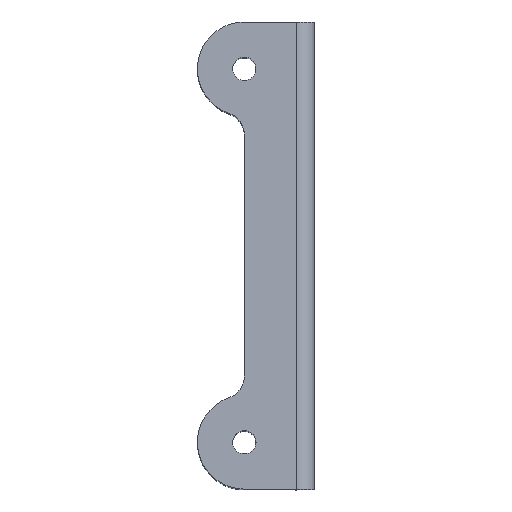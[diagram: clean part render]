
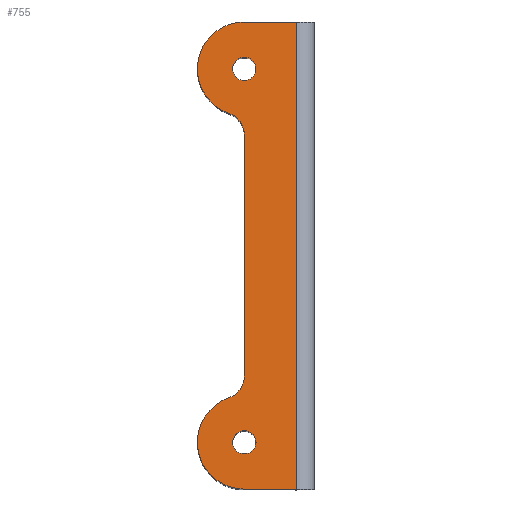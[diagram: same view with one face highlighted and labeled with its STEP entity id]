
A CAD part, left-side view. The second image highlights one B-rep face of the part: STEP entity #755.
In plain terms, the highlighted planar face has unit normal (-0.999, 0, 0.05).
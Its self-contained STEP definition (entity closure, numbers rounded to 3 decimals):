
#14 = VERTEX_POINT ( 'NONE', #1444 ) ;
#17 = VERTEX_POINT ( 'NONE', #1449 ) ;
#27 = VERTEX_POINT ( 'NONE', #1441 ) ;
#29 = VERTEX_POINT ( 'NONE', #1425 ) ;
#32 = VERTEX_POINT ( 'NONE', #1420 ) ;
#233 = EDGE_LOOP ( 'NONE', ( #1921, #1922 ) ) ;
#235 = EDGE_LOOP ( 'NONE', ( #1925, #1926, #1927, #1928, #1929, #1930, #1931, #1932, #1933, #1934, #1935, #1936 ) ) ;
#236 = EDGE_LOOP ( 'NONE', ( #1923, #1924 ) ) ;
#365 = FACE_BOUND ( 'NONE', #233, .T. ) ;
#366 = FACE_OUTER_BOUND ( 'NONE', #235, .T. ) ;
#369 = FACE_BOUND ( 'NONE', #236, .T. ) ;
#403 = CIRCLE ( 'NONE', #966, 1. ) ;
#415 = CIRCLE ( 'NONE', #964, 1. ) ;
#527 = CIRCLE ( 'NONE', #924, 1. ) ;
#528 = CIRCLE ( 'NONE', #923, 1. ) ;
#532 = CIRCLE ( 'NONE', #922, 4.025 ) ;
#534 = LINE ( 'NONE', #2240, #538 ) ;
#536 = CIRCLE ( 'NONE', #921, 4.025 ) ;
#537 = LINE ( 'NONE', #2209, #540 ) ;
#538 = VECTOR ( 'NONE', #2271, 1000. ) ;
#539 = LINE ( 'NONE', #2318, #542 ) ;
#540 = VECTOR ( 'NONE', #2317, 1000. ) ;
#541 = CIRCLE ( 'NONE', #920, 4.025 ) ;
#542 = VECTOR ( 'NONE', #2370, 1000. ) ;
#543 = LINE ( 'NONE', #2371, #545 ) ;
#545 = VECTOR ( 'NONE', #2269, 1000. ) ;
#546 = CIRCLE ( 'NONE', #919, 2. ) ;
#547 = LINE ( 'NONE', #2365, #549 ) ;
#548 = CIRCLE ( 'NONE', #918, 2. ) ;
#549 = VECTOR ( 'NONE', #2364, 1000. ) ;
#550 = CIRCLE ( 'NONE', #917, 4.025 ) ;
#551 = LINE ( 'NONE', #2357, #553 ) ;
#553 = VECTOR ( 'NONE', #2356, 1000. ) ;
#755 = ADVANCED_FACE ( 'NONE', ( #365, #369, #366 ), #1624, .F. ) ;
#775 = VERTEX_POINT ( 'NONE', #1575 ) ;
#783 = VERTEX_POINT ( 'NONE', #1569 ) ;
#815 = AXIS2_PLACEMENT_3D ( 'NONE', #1625, #1632, #1623 ) ;
#858 = EDGE_CURVE ( 'NONE', #1710, #775, #403, .T. ) ;
#864 = EDGE_CURVE ( 'NONE', #2037, #2019, #415, .T. ) ;
#917 = AXIS2_PLACEMENT_3D ( 'NONE', #2350, #2348, #2347 ) ;
#918 = AXIS2_PLACEMENT_3D ( 'NONE', #2354, #2353, #2352 ) ;
#919 = AXIS2_PLACEMENT_3D ( 'NONE', #2360, #2359, #2358 ) ;
#920 = AXIS2_PLACEMENT_3D ( 'NONE', #2363, #2362, #2361 ) ;
#921 = AXIS2_PLACEMENT_3D ( 'NONE', #2368, #2367, #2366 ) ;
#922 = AXIS2_PLACEMENT_3D ( 'NONE', #2234, #2231, #2229 ) ;
#923 = AXIS2_PLACEMENT_3D ( 'NONE', #2323, #2320, #2319 ) ;
#924 = AXIS2_PLACEMENT_3D ( 'NONE', #2342, #2336, #2331 ) ;
#964 = AXIS2_PLACEMENT_3D ( 'NONE', #1529, #1528, #1527 ) ;
#966 = AXIS2_PLACEMENT_3D ( 'NONE', #1544, #1543, #1542 ) ;
#1420 = CARTESIAN_POINT ( 'NONE',  ( -15.777, 10., -35.458 ) ) ;
#1425 = CARTESIAN_POINT ( 'NONE',  ( -15.609, 7.336, -32.113 ) ) ;
#1441 = CARTESIAN_POINT ( 'NONE',  ( -14.485, 6., -9.621 ) ) ;
#1444 = CARTESIAN_POINT ( 'NONE',  ( -14.391, 7.336, -7.737 ) ) ;
#1445 = CARTESIAN_POINT ( 'NONE',  ( -14.151, 6., -2.946 ) ) ;
#1446 = CARTESIAN_POINT ( 'NONE',  ( -16., 1.5, -39.925 ) ) ;
#1449 = CARTESIAN_POINT ( 'NONE',  ( -15.515, 6., -30.229 ) ) ;
#1450 = CARTESIAN_POINT ( 'NONE',  ( -16., 6., -39.925 ) ) ;
#1465 = CARTESIAN_POINT ( 'NONE',  ( -14.251, 6., -4.944 ) ) ;
#1466 = CARTESIAN_POINT ( 'NONE',  ( -14., 1.5, 0.075 ) ) ;
#1475 = CARTESIAN_POINT ( 'NONE',  ( -15.821, 10., -36.352 ) ) ;
#1480 = CARTESIAN_POINT ( 'NONE',  ( -14.223, 10., -4.392 ) ) ;
#1484 = CARTESIAN_POINT ( 'NONE',  ( -14., 6., 0.075 ) ) ;
#1505 = CARTESIAN_POINT ( 'NONE',  ( -15.849, 6., -36.904 ) ) ;
#1527 = DIRECTION ( 'NONE',  ( 0.05, 0., 0.999 ) ) ;
#1528 = DIRECTION ( 'NONE',  ( 0.999, 0., -0.05 ) ) ;
#1529 = CARTESIAN_POINT ( 'NONE',  ( -14.201, 6., -3.945 ) ) ;
#1542 = DIRECTION ( 'NONE',  ( 0.05, 0., 0.999 ) ) ;
#1543 = DIRECTION ( 'NONE',  ( -0.999, 0., 0.05 ) ) ;
#1544 = CARTESIAN_POINT ( 'NONE',  ( -15.799, 6., -35.905 ) ) ;
#1569 = CARTESIAN_POINT ( 'NONE',  ( -14.179, 10., -3.498 ) ) ;
#1575 = CARTESIAN_POINT ( 'NONE',  ( -15.749, 6., -34.906 ) ) ;
#1623 = DIRECTION ( 'NONE',  ( -0.05, 0., -0.999 ) ) ;
#1624 = PLANE ( 'NONE',  #815 ) ;
#1625 = CARTESIAN_POINT ( 'NONE',  ( -15.064, 1.5, -21.211 ) ) ;
#1632 = DIRECTION ( 'NONE',  ( 0.999, 0., -0.05 ) ) ;
#1710 = VERTEX_POINT ( 'NONE', #1505 ) ;
#1921 = ORIENTED_EDGE ( 'NONE', *, *, #864, .T. ) ;
#1922 = ORIENTED_EDGE ( 'NONE', *, *, #2109, .T. ) ;
#1923 = ORIENTED_EDGE ( 'NONE', *, *, #2110, .F. ) ;
#1924 = ORIENTED_EDGE ( 'NONE', *, *, #858, .F. ) ;
#1925 = ORIENTED_EDGE ( 'NONE', *, *, #2115, .T. ) ;
#1926 = ORIENTED_EDGE ( 'NONE', *, *, #2116, .T. ) ;
#1927 = ORIENTED_EDGE ( 'NONE', *, *, #2117, .T. ) ;
#1928 = ORIENTED_EDGE ( 'NONE', *, *, #2118, .F. ) ;
#1929 = ORIENTED_EDGE ( 'NONE', *, *, #2119, .T. ) ;
#1930 = ORIENTED_EDGE ( 'NONE', *, *, #2120, .F. ) ;
#1931 = ORIENTED_EDGE ( 'NONE', *, *, #2121, .T. ) ;
#1932 = ORIENTED_EDGE ( 'NONE', *, *, #2122, .T. ) ;
#1933 = ORIENTED_EDGE ( 'NONE', *, *, #2123, .T. ) ;
#1934 = ORIENTED_EDGE ( 'NONE', *, *, #2124, .T. ) ;
#1935 = ORIENTED_EDGE ( 'NONE', *, *, #2125, .T. ) ;
#1936 = ORIENTED_EDGE ( 'NONE', *, *, #2126, .F. ) ;
#2000 = VERTEX_POINT ( 'NONE', #1484 ) ;
#2004 = VERTEX_POINT ( 'NONE', #1480 ) ;
#2009 = VERTEX_POINT ( 'NONE', #1475 ) ;
#2018 = VERTEX_POINT ( 'NONE', #1466 ) ;
#2019 = VERTEX_POINT ( 'NONE', #1465 ) ;
#2032 = VERTEX_POINT ( 'NONE', #1450 ) ;
#2035 = VERTEX_POINT ( 'NONE', #1446 ) ;
#2037 = VERTEX_POINT ( 'NONE', #1445 ) ;
#2109 = EDGE_CURVE ( 'NONE', #2019, #2037, #527, .T. ) ;
#2110 = EDGE_CURVE ( 'NONE', #775, #1710, #528, .T. ) ;
#2115 = EDGE_CURVE ( 'NONE', #2009, #2032, #532, .T. ) ;
#2116 = EDGE_CURVE ( 'NONE', #2032, #2035, #534, .T. ) ;
#2117 = EDGE_CURVE ( 'NONE', #2035, #2018, #537, .T. ) ;
#2118 = EDGE_CURVE ( 'NONE', #2000, #2018, #539, .T. ) ;
#2119 = EDGE_CURVE ( 'NONE', #2000, #783, #536, .T. ) ;
#2120 = EDGE_CURVE ( 'NONE', #2004, #783, #543, .T. ) ;
#2121 = EDGE_CURVE ( 'NONE', #2004, #14, #541, .T. ) ;
#2122 = EDGE_CURVE ( 'NONE', #14, #27, #546, .T. ) ;
#2123 = EDGE_CURVE ( 'NONE', #27, #17, #547, .T. ) ;
#2124 = EDGE_CURVE ( 'NONE', #17, #29, #548, .T. ) ;
#2125 = EDGE_CURVE ( 'NONE', #29, #32, #550, .T. ) ;
#2126 = EDGE_CURVE ( 'NONE', #2009, #32, #551, .T. ) ;
#2209 = CARTESIAN_POINT ( 'NONE',  ( -15.064, 1.5, -21.211 ) ) ;
#2229 = DIRECTION ( 'NONE',  ( 0.05, 0., 0.999 ) ) ;
#2231 = DIRECTION ( 'NONE',  ( -0.999, 0., 0.05 ) ) ;
#2234 = CARTESIAN_POINT ( 'NONE',  ( -15.799, 6., -35.905 ) ) ;
#2240 = CARTESIAN_POINT ( 'NONE',  ( -16., 1.5, -39.925 ) ) ;
#2269 = DIRECTION ( 'NONE',  ( 0.05, 0., 0.999 ) ) ;
#2271 = DIRECTION ( 'NONE',  ( 0., -1., 0. ) ) ;
#2317 = DIRECTION ( 'NONE',  ( 0.05, 0., 0.999 ) ) ;
#2318 = CARTESIAN_POINT ( 'NONE',  ( -14., 1.5, 0.075 ) ) ;
#2319 = DIRECTION ( 'NONE',  ( 0.05, 0., 0.999 ) ) ;
#2320 = DIRECTION ( 'NONE',  ( -0.999, 0., 0.05 ) ) ;
#2323 = CARTESIAN_POINT ( 'NONE',  ( -15.799, 6., -35.905 ) ) ;
#2331 = DIRECTION ( 'NONE',  ( 0.05, 0., 0.999 ) ) ;
#2336 = DIRECTION ( 'NONE',  ( 0.999, 0., -0.05 ) ) ;
#2342 = CARTESIAN_POINT ( 'NONE',  ( -14.201, 6., -3.945 ) ) ;
#2347 = DIRECTION ( 'NONE',  ( 0.05, 0., 0.999 ) ) ;
#2348 = DIRECTION ( 'NONE',  ( -0.999, 0., 0.05 ) ) ;
#2350 = CARTESIAN_POINT ( 'NONE',  ( -15.799, 6., -35.905 ) ) ;
#2352 = DIRECTION ( 'NONE',  ( -0.05, 0., -0.999 ) ) ;
#2353 = DIRECTION ( 'NONE',  ( 0.999, 0., -0.05 ) ) ;
#2354 = CARTESIAN_POINT ( 'NONE',  ( -15.515, 8., -30.229 ) ) ;
#2356 = DIRECTION ( 'NONE',  ( 0.05, 0., 0.999 ) ) ;
#2357 = CARTESIAN_POINT ( 'NONE',  ( -15.064, 10., -21.211 ) ) ;
#2358 = DIRECTION ( 'NONE',  ( -0.05, 0., -0.999 ) ) ;
#2359 = DIRECTION ( 'NONE',  ( 0.999, 0., -0.05 ) ) ;
#2360 = CARTESIAN_POINT ( 'NONE',  ( -14.485, 8., -9.621 ) ) ;
#2361 = DIRECTION ( 'NONE',  ( 0.05, 0., 0.999 ) ) ;
#2362 = DIRECTION ( 'NONE',  ( -0.999, 0., 0.05 ) ) ;
#2363 = CARTESIAN_POINT ( 'NONE',  ( -14.201, 6., -3.945 ) ) ;
#2364 = DIRECTION ( 'NONE',  ( -0.05, 0., -0.999 ) ) ;
#2365 = CARTESIAN_POINT ( 'NONE',  ( -15.064, 6., -21.211 ) ) ;
#2366 = DIRECTION ( 'NONE',  ( 0.05, 0., 0.999 ) ) ;
#2367 = DIRECTION ( 'NONE',  ( -0.999, 0., 0.05 ) ) ;
#2368 = CARTESIAN_POINT ( 'NONE',  ( -14.201, 6., -3.945 ) ) ;
#2370 = DIRECTION ( 'NONE',  ( 0., -1., 0. ) ) ;
#2371 = CARTESIAN_POINT ( 'NONE',  ( -15.064, 10., -21.211 ) ) ;
